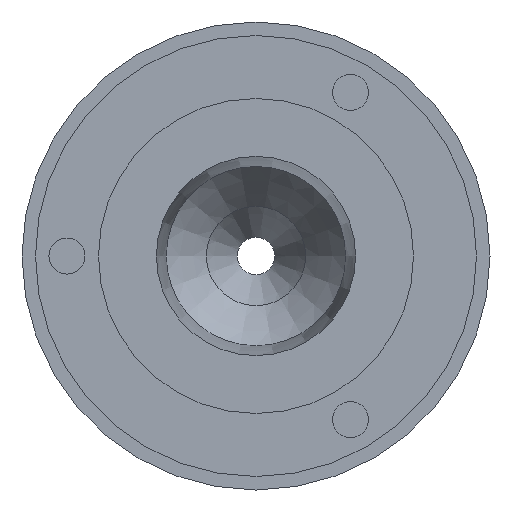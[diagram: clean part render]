
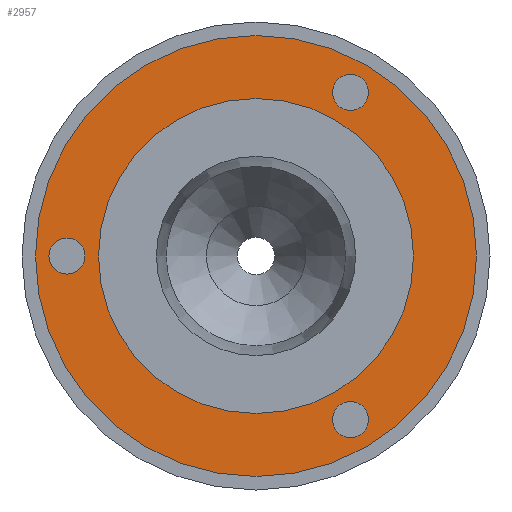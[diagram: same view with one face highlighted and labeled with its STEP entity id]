
A CAD part, front view. The second image highlights one B-rep face of the part: STEP entity #2957.
In plain terms, the highlighted planar face has unit normal (0, -1, 0).
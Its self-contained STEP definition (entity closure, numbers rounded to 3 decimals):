
#725=PLANE('',#3231);
#790=FACE_BOUND('',#1208,.T.);
#791=FACE_BOUND('',#1209,.T.);
#792=FACE_BOUND('',#1210,.T.);
#793=FACE_BOUND('',#1211,.T.);
#969=FACE_OUTER_BOUND('',#1207,.T.);
#1207=EDGE_LOOP('',(#2754));
#1208=EDGE_LOOP('',(#2755));
#1209=EDGE_LOOP('',(#2756));
#1210=EDGE_LOOP('',(#2757));
#1211=EDGE_LOOP('',(#2758));
#1237=CIRCLE('',#2980,3.);
#1240=CIRCLE('',#2986,3.);
#1249=CIRCLE('',#3018,3.);
#1313=CIRCLE('',#3230,36.75);
#1314=CIRCLE('',#3232,26.25);
#1329=VERTEX_POINT('',#4045);
#1332=VERTEX_POINT('',#4054);
#1365=VERTEX_POINT('',#4155);
#1589=VERTEX_POINT('',#6056);
#1590=VERTEX_POINT('',#6059);
#1605=EDGE_CURVE('',#1329,#1329,#1237,.T.);
#1608=EDGE_CURVE('',#1332,#1332,#1240,.T.);
#1653=EDGE_CURVE('',#1365,#1365,#1249,.T.);
#1978=EDGE_CURVE('',#1589,#1589,#1313,.T.);
#1979=EDGE_CURVE('',#1590,#1590,#1314,.T.);
#2754=ORIENTED_EDGE('',*,*,#1978,.T.);
#2755=ORIENTED_EDGE('',*,*,#1605,.T.);
#2756=ORIENTED_EDGE('',*,*,#1608,.T.);
#2757=ORIENTED_EDGE('',*,*,#1653,.T.);
#2758=ORIENTED_EDGE('',*,*,#1979,.F.);
#2957=ADVANCED_FACE('',(#969,#790,#791,#792,#793),#725,.T.);
#2980=AXIS2_PLACEMENT_3D('',#4046,#3273,#3274);
#2986=AXIS2_PLACEMENT_3D('',#4055,#3285,#3286);
#3018=AXIS2_PLACEMENT_3D('',#4156,#3385,#3386);
#3230=AXIS2_PLACEMENT_3D('',#6057,#3988,#3989);
#3231=AXIS2_PLACEMENT_3D('',#6058,#3990,#3991);
#3232=AXIS2_PLACEMENT_3D('',#6060,#3992,#3993);
#3273=DIRECTION('center_axis',(0.,1.,0.));
#3274=DIRECTION('ref_axis',(0.5,0.,-0.866));
#3285=DIRECTION('center_axis',(0.,1.,0.));
#3286=DIRECTION('ref_axis',(0.5,0.,0.866));
#3385=DIRECTION('center_axis',(0.,1.,0.));
#3386=DIRECTION('ref_axis',(-1.,0.,0.));
#3988=DIRECTION('center_axis',(0.,-1.,0.));
#3989=DIRECTION('ref_axis',(1.,0.,0.));
#3990=DIRECTION('center_axis',(0.,-1.,0.));
#3991=DIRECTION('ref_axis',(0.,0.,-1.));
#3992=DIRECTION('center_axis',(0.,-1.,0.));
#3993=DIRECTION('ref_axis',(1.,0.,0.));
#4045=CARTESIAN_POINT('',(14.25,-97.5,-24.682));
#4046=CARTESIAN_POINT('Origin',(15.75,-97.5,-27.28));
#4054=CARTESIAN_POINT('',(14.25,-97.5,24.682));
#4055=CARTESIAN_POINT('Origin',(15.75,-97.5,27.28));
#4155=CARTESIAN_POINT('',(-28.5,-97.5,0.));
#4156=CARTESIAN_POINT('Origin',(-31.5,-97.5,0.));
#6056=CARTESIAN_POINT('',(36.75,-97.5,0.));
#6057=CARTESIAN_POINT('Origin',(0.,-97.5,0.));
#6058=CARTESIAN_POINT('Origin',(26.25,-97.5,0.));
#6059=CARTESIAN_POINT('',(26.25,-97.5,0.));
#6060=CARTESIAN_POINT('Origin',(0.,-97.5,0.));
